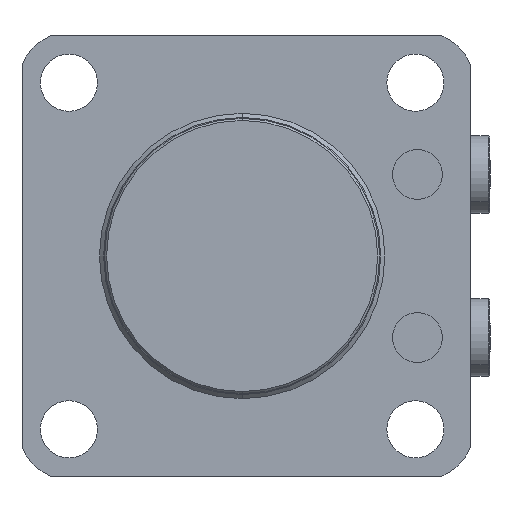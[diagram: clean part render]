
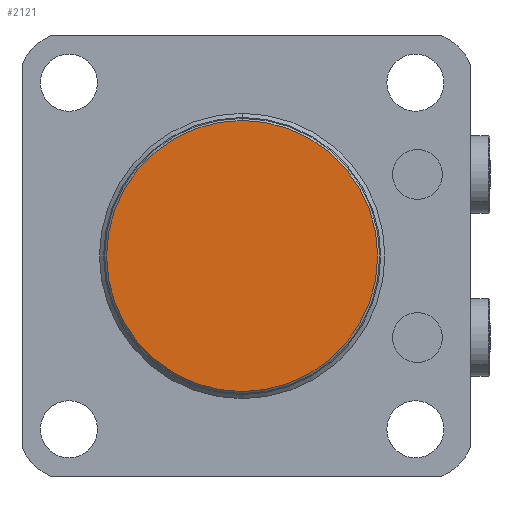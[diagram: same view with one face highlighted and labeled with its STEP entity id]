
A CAD part, front view. The second image highlights one B-rep face of the part: STEP entity #2121.
In plain terms, the highlighted planar face has unit normal (0, -1, 0).
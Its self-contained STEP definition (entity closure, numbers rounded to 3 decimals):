
#1323 = VERTEX_POINT ( 'NONE', #4877 ) ;
#1324 = VERTEX_POINT ( 'NONE', #4876 ) ;
#1331 = EDGE_CURVE ( 'NONE', #1323, #1324, #4867, .T. ) ;
#2101 = ORIENTED_EDGE ( 'NONE', *, *, #1331, .T. ) ;
#2121 = ADVANCED_FACE ( 'NONE', ( #6431 ), #6430, .T. ) ;
#2122 = EDGE_LOOP ( 'NONE', ( #2123, #2101 ) ) ;
#2123 = ORIENTED_EDGE ( 'NONE', *, *, #2124, .T. ) ;
#2124 = EDGE_CURVE ( 'NONE', #1324, #1323, #6425, .T. ) ;
#4863 = DIRECTION ( 'NONE',  ( 0., 0., -1. ) ) ;
#4864 = DIRECTION ( 'NONE',  ( 0., -1., 0. ) ) ;
#4865 = CARTESIAN_POINT ( 'NONE',  ( 0., -110., 0. ) ) ;
#4866 = AXIS2_PLACEMENT_3D ( 'NONE', #4865, #4864, #4863 ) ;
#4867 = CIRCLE ( 'NONE', #4866, 33.25 ) ;
#4876 = CARTESIAN_POINT ( 'NONE',  ( 0., -110., 33.25 ) ) ;
#4877 = CARTESIAN_POINT ( 'NONE',  ( 0., -110., -33.25 ) ) ;
#6421 = DIRECTION ( 'NONE',  ( 0., 0., -1. ) ) ;
#6422 = DIRECTION ( 'NONE',  ( 0., -1., 0. ) ) ;
#6423 = CARTESIAN_POINT ( 'NONE',  ( 0., -110., 0. ) ) ;
#6424 = AXIS2_PLACEMENT_3D ( 'NONE', #6423, #6422, #6421 ) ;
#6425 = CIRCLE ( 'NONE', #6424, 33.25 ) ;
#6426 = DIRECTION ( 'NONE',  ( 0., 0., -1. ) ) ;
#6427 = DIRECTION ( 'NONE',  ( 0., -1., 0. ) ) ;
#6428 = CARTESIAN_POINT ( 'NONE',  ( 54., -110., 54. ) ) ;
#6429 = AXIS2_PLACEMENT_3D ( 'NONE', #6428, #6427, #6426 ) ;
#6430 = PLANE ( 'NONE',  #6429 ) ;
#6431 = FACE_OUTER_BOUND ( 'NONE', #2122, .T. ) ;
